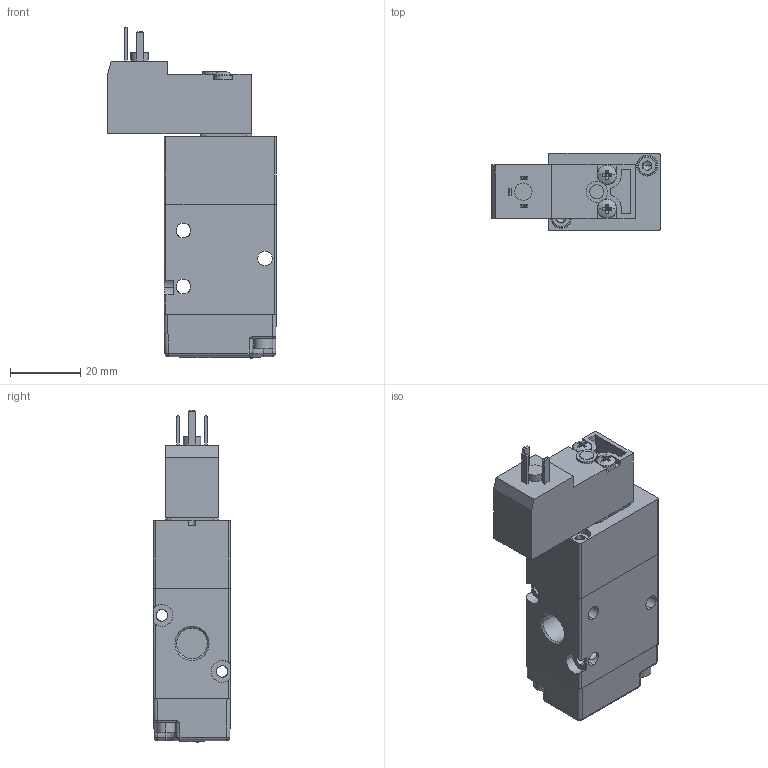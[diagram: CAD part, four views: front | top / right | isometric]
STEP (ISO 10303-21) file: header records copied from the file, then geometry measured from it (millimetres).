
FILE_DESCRIPTION (( 'STEP AP214' ), '1' );
FILE_NAME ('00_259_4.STEP', '2016-01-15T09:43:37', ( '' ), ( '' ), 'SwSTEP 2.0', 'SolidWorks 2016', '' );
FILE_SCHEMA (( 'AUTOMOTIVE_DESIGN' ));
Length unit declared in the file: millimetre
Products named in the file (1): 00_259_4
Bounding box: 48.1 x 22 x 94.8 mm (x, y, z)
Volume: 52322.9 mm3; surface area: 18891.7 mm2
Topology: 8 solids, 8 shells, 1291 faces, 3436 edges, 2181 vertices
Faces by surface type: plane 577, cone 376, cylinder 271, bspline 43, torus 18, sphere 6
Entity records: 50224 total; most frequent: CARTESIAN_POINT 11713, ORIENTED_EDGE 6830, DIRECTION 6814, EDGE_CURVE 3415, AXIS2_PLACEMENT_3D 2377, VERTEX_POINT 2178, LINE 2060, VECTOR 2060
